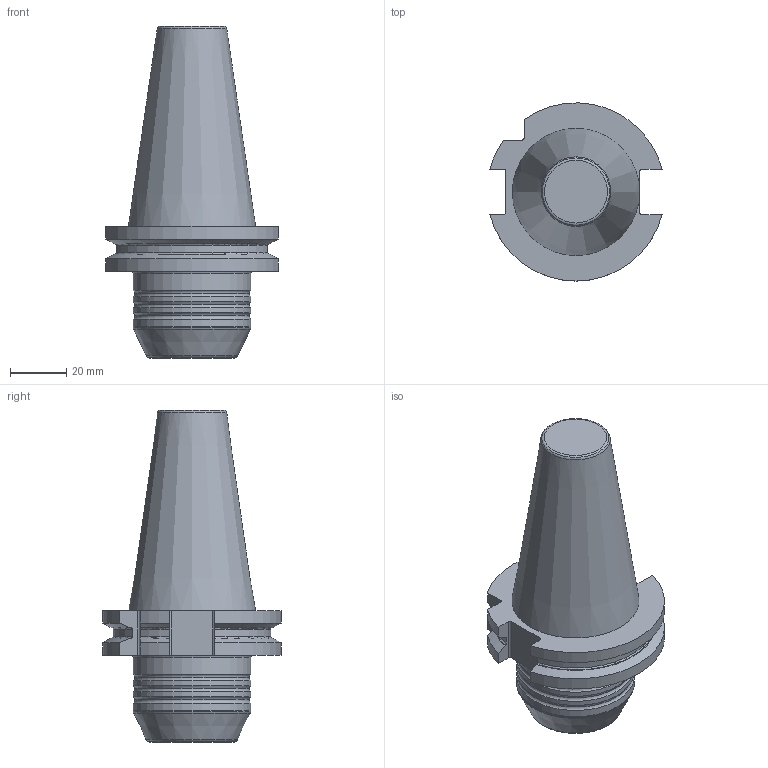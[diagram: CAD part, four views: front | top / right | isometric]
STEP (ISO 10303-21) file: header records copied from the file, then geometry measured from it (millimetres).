
FILE_DESCRIPTION(/* description */ (''),/* implementation_level */ '2;1');
FILE_NAME(/* name */ 'DIN40ADB-HCR12-050_Basic.stp',/* time_stamp */ '2022-07-04T10:35:09+05:00',/* author */ (''),/* organization */ (''),/* preprocessor_version */ 'ST-DEVELOPER v16.7',/* originating_system */ 'SIEMENS PLM Software NX 12.0',/* authorisation */ '');
FILE_SCHEMA (('AUTOMOTIVE_DESIGN { 1 0 10303 214 3 1 1 1 }'));
Length unit declared in the file: millimetre
Products named in the file (1): inpu9A94AA24fxsq
Bounding box: 61.48 x 63.54 x 118.4 mm (x, y, z)
Volume: 147997.5 mm3; surface area: 21941.8 mm2
Topology: 1 solids, 1 shells, 66 faces, 178 edges, 120 vertices
Faces by surface type: torus 20, plane 19, cylinder 19, cone 8
Full cylindrical faces by diameter (mm): 12 x1, 42 x4
Entity records: 2116 total; most frequent: CARTESIAN_POINT 545, DIRECTION 324, ORIENTED_EDGE 288, EDGE_CURVE 144, AXIS2_PLACEMENT_3D 134, VERTEX_POINT 104, EDGE_LOOP 90, ADVANCED_FACE 66
